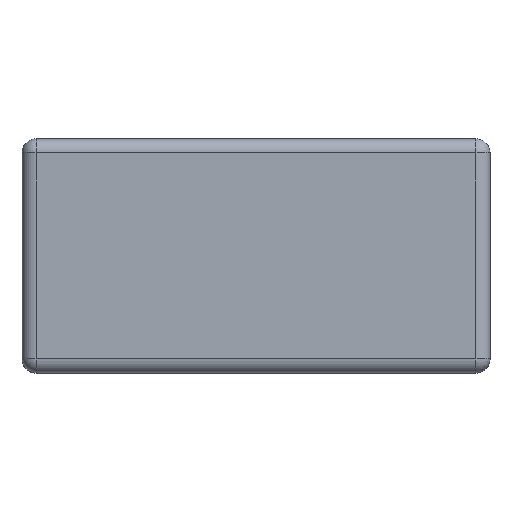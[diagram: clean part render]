
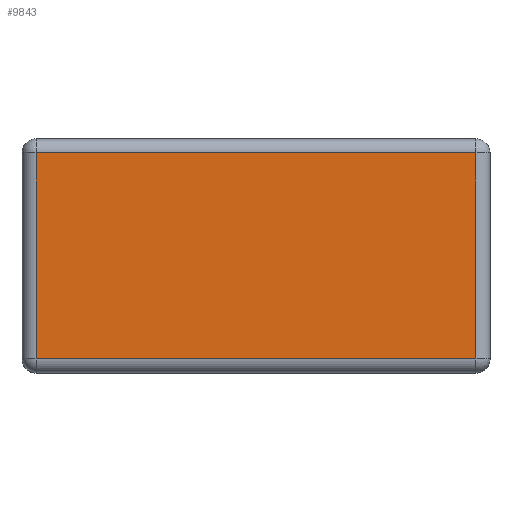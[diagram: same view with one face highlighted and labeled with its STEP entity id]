
A CAD part, top view. The second image highlights one B-rep face of the part: STEP entity #9843.
In plain terms, the highlighted face is planar.
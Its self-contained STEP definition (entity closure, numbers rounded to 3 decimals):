
#9583=CARTESIAN_POINT('',(-47.0,-22.,-28.));
#9584=VERTEX_POINT('',#9583);
#9592=CARTESIAN_POINT('',(47.,-22.,-28.));
#9593=VERTEX_POINT('',#9592);
#9594=CARTESIAN_POINT('',(-47.0,-22.,-28.));
#9595=DIRECTION('',(1.0,0.0,0.0));
#9596=VECTOR('',#9595,94.0);
#9597=LINE('',#9594,#9596);
#9598=EDGE_CURVE('',#9584,#9593,#9597,.T.);
#9630=CARTESIAN_POINT('',(47.0,22.,-28.));
#9631=VERTEX_POINT('',#9630);
#9632=CARTESIAN_POINT('',(47.0,-22.,-28.));
#9633=DIRECTION('',(0.0,1.0,0.0));
#9634=VECTOR('',#9633,44.);
#9635=LINE('',#9632,#9634);
#9636=EDGE_CURVE('',#9593,#9631,#9635,.T.);
#9680=CARTESIAN_POINT('',(-47.,22.,-28.));
#9681=VERTEX_POINT('',#9680);
#9682=CARTESIAN_POINT('',(47.0,22.,-28.));
#9683=DIRECTION('',(-1.0,0.0,0.0));
#9684=VECTOR('',#9683,94.0);
#9685=LINE('',#9682,#9684);
#9686=EDGE_CURVE('',#9631,#9681,#9685,.T.);
#9735=CARTESIAN_POINT('',(-47.0,22.,-28.));
#9736=DIRECTION('',(0.0,-1.0,0.0));
#9737=VECTOR('',#9736,44.);
#9738=LINE('',#9735,#9737);
#9739=EDGE_CURVE('',#9681,#9584,#9738,.T.);
#9832=CARTESIAN_POINT('',(0.,0.,-28.));
#9833=DIRECTION('',(0.0,0.0,1.0));
#9834=DIRECTION('',(1.0,0.0,0.0));
#9835=AXIS2_PLACEMENT_3D('',#9832,#9833,#9834);
#9836=PLANE('',#9835);
#9837=ORIENTED_EDGE('',*,*,#9598,.F.);
#9838=ORIENTED_EDGE('',*,*,#9739,.F.);
#9839=ORIENTED_EDGE('',*,*,#9686,.F.);
#9840=ORIENTED_EDGE('',*,*,#9636,.F.);
#9841=EDGE_LOOP('',(#9837,#9838,#9839,#9840));
#9842=FACE_OUTER_BOUND('',#9841,.T.);
#9843=ADVANCED_FACE('',(#9842),#9836,.F.);
